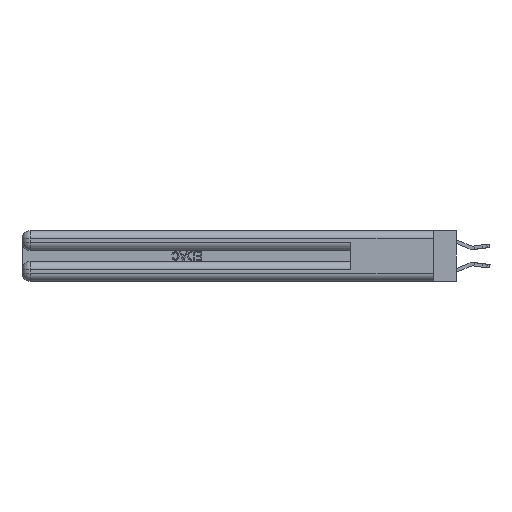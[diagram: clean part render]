
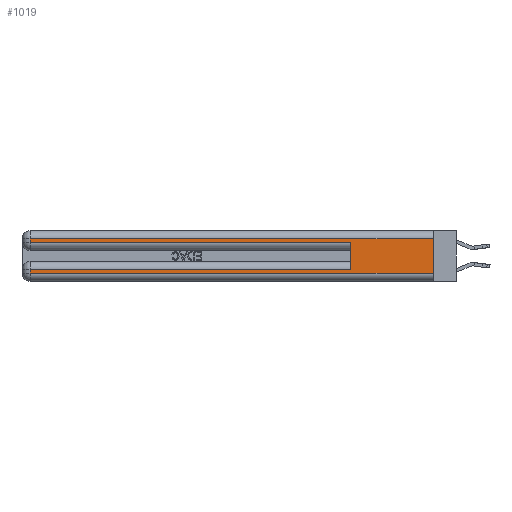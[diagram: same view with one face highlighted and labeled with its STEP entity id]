
A CAD part, left-side view. The second image highlights one B-rep face of the part: STEP entity #1019.
In plain terms, the highlighted planar face has unit normal (-1, 0, 0).
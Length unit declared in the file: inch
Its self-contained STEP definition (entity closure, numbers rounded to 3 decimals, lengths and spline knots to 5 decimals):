
#118 = DIRECTION ( 'NONE',  ( 0., 1., 0. ) ) ;
#474 = LINE ( 'NONE', #14579, #30811 ) ;
#725 = ORIENTED_EDGE ( 'NONE', *, *, #16648, .T. ) ;
#781 = VERTEX_POINT ( 'NONE', #12875 ) ;
#1019 = ADVANCED_FACE ( 'NONE', ( #5885 ), #28008, .F. ) ;
#1513 = DIRECTION ( 'NONE',  ( 0., 0., -1. ) ) ;
#1566 = CARTESIAN_POINT ( 'NONE',  ( 0., 0., 0.37 ) ) ;
#2045 = EDGE_LOOP ( 'NONE', ( #4189, #10381, #27768, #3407, #5930, #725, #5965, #8773 ) ) ;
#2292 = VECTOR ( 'NONE', #23923, 39.37008 ) ;
#2615 = VERTEX_POINT ( 'NONE', #29070 ) ;
#2959 = EDGE_CURVE ( 'NONE', #23797, #24944, #17304, .T. ) ;
#3407 = ORIENTED_EDGE ( 'NONE', *, *, #25076, .T. ) ;
#4189 = ORIENTED_EDGE ( 'NONE', *, *, #28895, .F. ) ;
#4516 = VECTOR ( 'NONE', #24880, 39.37008 ) ;
#5034 = AXIS2_PLACEMENT_3D ( 'NONE', #1566, #30359, #16096 ) ;
#5290 = CARTESIAN_POINT ( 'NONE',  ( 0., 0.6, 0.085 ) ) ;
#5513 = EDGE_CURVE ( 'NONE', #2615, #21794, #19784, .T. ) ;
#5885 = FACE_OUTER_BOUND ( 'NONE', #2045, .T. ) ;
#5930 = ORIENTED_EDGE ( 'NONE', *, *, #24301, .F. ) ;
#5965 = ORIENTED_EDGE ( 'NONE', *, *, #27759, .T. ) ;
#7838 = LINE ( 'NONE', #25816, #26194 ) ;
#8115 = CARTESIAN_POINT ( 'NONE',  ( 0., 0., 0.06 ) ) ;
#8178 = VERTEX_POINT ( 'NONE', #18587 ) ;
#8773 = ORIENTED_EDGE ( 'NONE', *, *, #2959, .T. ) ;
#10352 = LINE ( 'NONE', #24021, #21571 ) ;
#10381 = ORIENTED_EDGE ( 'NONE', *, *, #18885, .T. ) ;
#11508 = DIRECTION ( 'NONE',  ( 0., 0., -1. ) ) ;
#11983 = CARTESIAN_POINT ( 'NONE',  ( 0., 0., 0.31 ) ) ;
#12175 = VERTEX_POINT ( 'NONE', #5290 ) ;
#12569 = LINE ( 'NONE', #14551, #18943 ) ;
#12757 = CARTESIAN_POINT ( 'NONE',  ( 0., 2.94, 0.06 ) ) ;
#12875 = CARTESIAN_POINT ( 'NONE',  ( 0., 2.94, 0.085 ) ) ;
#12902 = VERTEX_POINT ( 'NONE', #29939 ) ;
#13416 = VECTOR ( 'NONE', #1513, 39.37008 ) ;
#13637 = CARTESIAN_POINT ( 'NONE',  ( 0., 2.94, 0.37 ) ) ;
#14551 = CARTESIAN_POINT ( 'NONE',  ( 0., 0., 0.085 ) ) ;
#14579 = CARTESIAN_POINT ( 'NONE',  ( 0., 0., 0.285 ) ) ;
#16096 = DIRECTION ( 'NONE',  ( 0., 0., -1. ) ) ;
#16567 = CARTESIAN_POINT ( 'NONE',  ( 0., 0., 0.06 ) ) ;
#16648 = EDGE_CURVE ( 'NONE', #12175, #781, #12569, .T. ) ;
#16805 = DIRECTION ( 'NONE',  ( 0., 0., 1. ) ) ;
#16845 = LINE ( 'NONE', #18635, #29542 ) ;
#17304 = LINE ( 'NONE', #8115, #4516 ) ;
#18587 = CARTESIAN_POINT ( 'NONE',  ( 0., 0.6, 0.285 ) ) ;
#18635 = CARTESIAN_POINT ( 'NONE',  ( 0., 0., 0.37 ) ) ;
#18885 = EDGE_CURVE ( 'NONE', #12902, #2615, #27070, .T. ) ;
#18943 = VECTOR ( 'NONE', #118, 39.37008 ) ;
#19784 = LINE ( 'NONE', #13637, #13416 ) ;
#21207 = DIRECTION ( 'NONE',  ( 0., 0., -1. ) ) ;
#21503 = CARTESIAN_POINT ( 'NONE',  ( 0., 2.94, 0.285 ) ) ;
#21571 = VECTOR ( 'NONE', #16805, 39.37008 ) ;
#21794 = VERTEX_POINT ( 'NONE', #21503 ) ;
#23797 = VERTEX_POINT ( 'NONE', #12757 ) ;
#23923 = DIRECTION ( 'NONE',  ( 0., 1., 0. ) ) ;
#24021 = CARTESIAN_POINT ( 'NONE',  ( 0., 0.6, 0.145 ) ) ;
#24194 = DIRECTION ( 'NONE',  ( 0., -1., 0. ) ) ;
#24301 = EDGE_CURVE ( 'NONE', #12175, #8178, #10352, .T. ) ;
#24880 = DIRECTION ( 'NONE',  ( 0., -1., 0. ) ) ;
#24944 = VERTEX_POINT ( 'NONE', #16567 ) ;
#25076 = EDGE_CURVE ( 'NONE', #21794, #8178, #474, .T. ) ;
#25816 = CARTESIAN_POINT ( 'NONE',  ( 0., 2.94, 0.37 ) ) ;
#26194 = VECTOR ( 'NONE', #21207, 39.37008 ) ;
#27070 = LINE ( 'NONE', #11983, #2292 ) ;
#27759 = EDGE_CURVE ( 'NONE', #781, #23797, #7838, .T. ) ;
#27768 = ORIENTED_EDGE ( 'NONE', *, *, #5513, .T. ) ;
#28008 = PLANE ( 'NONE',  #5034 ) ;
#28895 = EDGE_CURVE ( 'NONE', #12902, #24944, #16845, .T. ) ;
#29070 = CARTESIAN_POINT ( 'NONE',  ( 0., 2.94, 0.31 ) ) ;
#29542 = VECTOR ( 'NONE', #11508, 39.37008 ) ;
#29939 = CARTESIAN_POINT ( 'NONE',  ( 0., 0., 0.31 ) ) ;
#30359 = DIRECTION ( 'NONE',  ( 1., 0., 0. ) ) ;
#30811 = VECTOR ( 'NONE', #24194, 39.37008 ) ;
